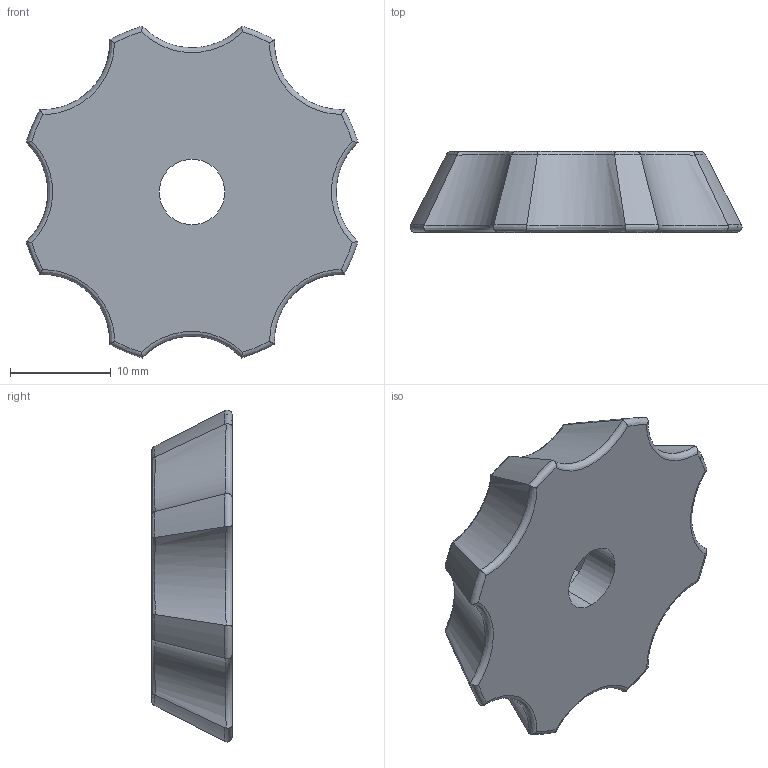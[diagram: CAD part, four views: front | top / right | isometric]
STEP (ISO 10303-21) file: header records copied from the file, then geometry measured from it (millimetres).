
FILE_DESCRIPTION (( 'STEP AP214' ), '1' );
FILE_NAME ('Vice Knob V2.STEP', '2021-03-12T15:36:38', ( '' ), ( '' ), 'SwSTEP 2.0', 'SolidWorks 2019', '' );
FILE_SCHEMA (( 'AUTOMOTIVE_DESIGN' ));
Length unit declared in the file: millimetre
Products named in the file (1): Vice Knob V2
Bounding box: 32.92 x 8 x 32.92 mm (x, y, z)
Volume: 4486.3 mm3; surface area: 2266.4 mm2
Topology: 1 solids, 1 shells, 59 faces, 168 edges, 112 vertices
Faces by surface type: bspline 24, torus 16, plane 9, cone 8, cylinder 2
Entity records: 4212 total; most frequent: CARTESIAN_POINT 2876, ORIENTED_EDGE 336, DIRECTION 180, EDGE_CURVE 168, VERTEX_POINT 112, B_SPLINE_CURVE_WITH_KNOTS 96, AXIS2_PLACEMENT_3D 72, EDGE_LOOP 62
